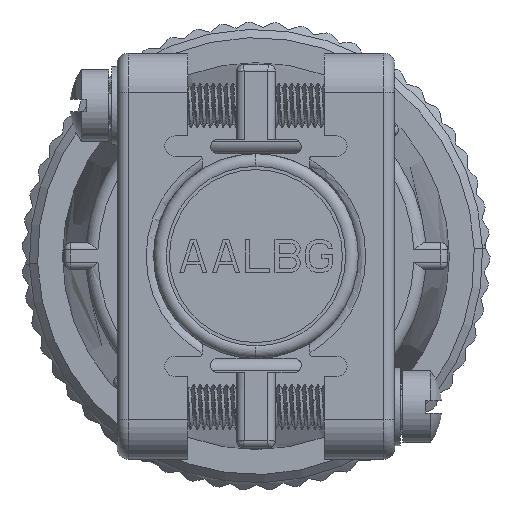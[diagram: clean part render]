
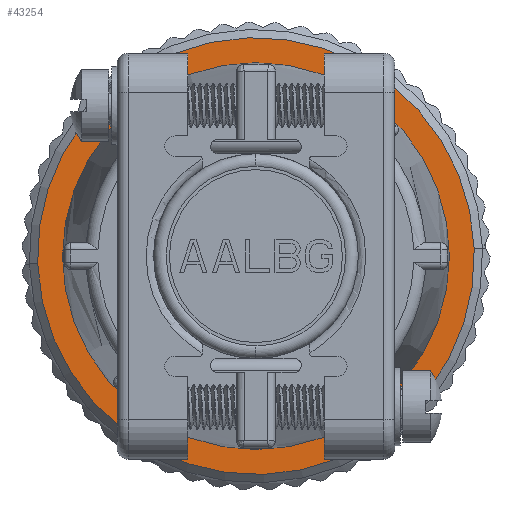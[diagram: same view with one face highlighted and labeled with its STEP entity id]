
A CAD part, front view. The second image highlights one B-rep face of the part: STEP entity #43254.
In plain terms, the highlighted planar face has unit normal (0, -1, 0).
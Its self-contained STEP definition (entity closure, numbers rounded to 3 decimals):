
#3075=CARTESIAN_POINT('',(0.,4.081,
0.));
#3076=DIRECTION('',(0.,-1.,0.));
#3077=DIRECTION('',(0.999,0.,0.035));
#3078=AXIS2_PLACEMENT_3D('',#3075,#3076,#3077);
#3080=CARTESIAN_POINT('',(0.,4.081,
0.));
#3081=DIRECTION('',(0.,1.,0.));
#3082=DIRECTION('',(0.999,0.,0.035));
#3083=AXIS2_PLACEMENT_3D('',#3080,#3081,#3082);
#3085=CARTESIAN_POINT('',(0.,4.081,
0.));
#3086=DIRECTION('',(0.,1.,0.));
#3087=DIRECTION('',(0.999,0.,0.035));
#3088=AXIS2_PLACEMENT_3D('',#3085,#3086,#3087);
#3237=CARTESIAN_POINT('',(0.,4.081,
0.));
#3238=DIRECTION('',(0.,-1.,0.));
#3239=DIRECTION('',(0.999,0.,0.035));
#3240=AXIS2_PLACEMENT_3D('',#3237,#3238,#3239);
#39015=CARTESIAN_POINT('',(16.1,4.081,
0.56));
#39016=CARTESIAN_POINT('',(-16.1,4.081,
-0.56));
#39017=VERTEX_POINT('',#39015);
#39018=VERTEX_POINT('',#39016);
#39626=CARTESIAN_POINT('',(20.043,4.081,
0.697));
#39627=VERTEX_POINT('',#39626);
#39632=CARTESIAN_POINT('',(-20.043,4.081,
-0.697));
#39633=VERTEX_POINT('',#39632);
#43239=CARTESIAN_POINT('',(0.,4.081,
0.));
#43240=DIRECTION('',(0.,1.,0.));
#43241=DIRECTION('',(-0.999,0.,-0.035));
#43242=AXIS2_PLACEMENT_3D('',#43239,#43240,#43241);
#43243=PLANE('835',#43242);
#43244=ORIENTED_EDGE('3839',*,*,#43225,.F.);
#43245=ORIENTED_EDGE('3836',*,*,#43207,.T.);
#43246=EDGE_LOOP('835',(#43244,#43245));
#43247=FACE_OUTER_BOUND('835',#43246,.F.);
#43249=ORIENTED_EDGE('3412',*,*,#43248,.F.);
#43251=ORIENTED_EDGE('3414',*,*,#43250,.T.);
#43252=EDGE_LOOP('835',(#43249,#43251));
#43253=FACE_BOUND('835',#43252,.F.);
#3079=CIRCLE('3839',#3078,20.055);
#3084=CIRCLE('3836',#3083,20.055);
#3089=CIRCLE('3412',#3088,16.11);
#3241=CIRCLE('3414',#3240,16.11);
#43207=EDGE_CURVE('3836',#39627,#39633,#3084,.T.);
#43225=EDGE_CURVE('3839',#39627,#39633,#3079,.T.);
#43248=EDGE_CURVE('3412',#39017,#39018,#3089,.T.);
#43250=EDGE_CURVE('3414',#39017,#39018,#3241,.T.);
#43254=ADVANCED_FACE('835',(#43247,#43253),#43243,.F.);
